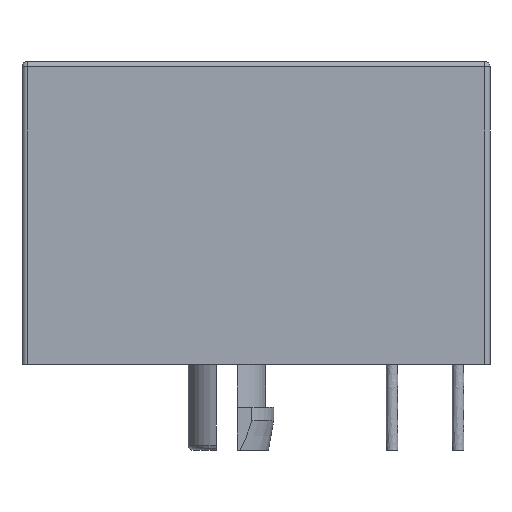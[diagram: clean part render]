
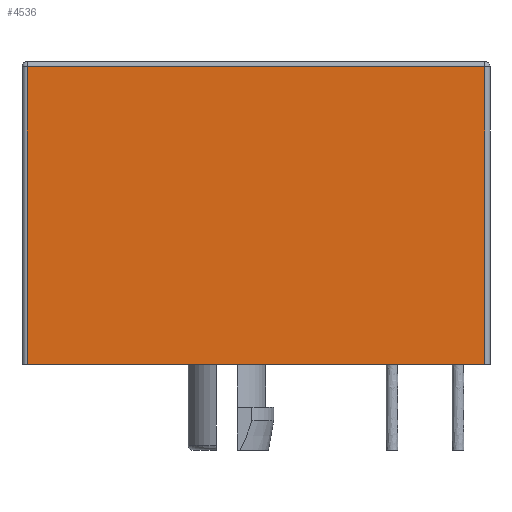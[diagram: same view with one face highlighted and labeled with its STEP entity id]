
A CAD part, front view. The second image highlights one B-rep face of the part: STEP entity #4536.
In plain terms, the highlighted face is planar.
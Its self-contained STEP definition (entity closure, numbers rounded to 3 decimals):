
#308=LINE('',#9954,#827);
#484=LINE('',#10390,#1003);
#486=LINE('',#10400,#1005);
#488=LINE('',#10405,#1007);
#827=VECTOR('',#5511,1000.);
#1003=VECTOR('',#5965,1000.);
#1005=VECTOR('',#5979,1000.);
#1007=VECTOR('',#5987,1000.);
#2188=ORIENTED_EDGE('',*,*,#2977,.T.);
#2189=ORIENTED_EDGE('',*,*,#2980,.T.);
#2190=ORIENTED_EDGE('',*,*,#2754,.T.);
#2191=ORIENTED_EDGE('',*,*,#2972,.T.);
#2754=EDGE_CURVE('',#3330,#3331,#308,.T.);
#2972=EDGE_CURVE('',#3331,#3450,#484,.T.);
#2977=EDGE_CURVE('',#3450,#3452,#486,.T.);
#2980=EDGE_CURVE('',#3452,#3330,#488,.T.);
#3330=VERTEX_POINT('',#9955);
#3331=VERTEX_POINT('',#9956);
#3450=VERTEX_POINT('',#10389);
#3452=VERTEX_POINT('',#10399);
#3824=EDGE_LOOP('',(#2188,#2189,#2190,#2191));
#4109=FACE_BOUND('',#3824,.T.);
#4295=PLANE('',#4924);
#4536=ADVANCED_FACE('',(#4109),#4295,.T.);
#4924=AXIS2_PLACEMENT_3D('',#10447,#6040,#6041);
#5511=DIRECTION('',(-1.,0.,0.));
#5965=DIRECTION('',(0.,0.,1.));
#5979=DIRECTION('',(1.,0.,0.));
#5987=DIRECTION('',(0.,0.,-1.));
#6040=DIRECTION('',(0.,1.,0.));
#6041=DIRECTION('',(0.,0.,1.));
#9954=CARTESIAN_POINT('',(9.,6.6,-5.825));
#9955=CARTESIAN_POINT('',(8.8,6.6,-5.825));
#9956=CARTESIAN_POINT('',(-8.8,6.6,-5.825));
#10389=CARTESIAN_POINT('',(-8.8,6.6,5.625));
#10390=CARTESIAN_POINT('',(-8.8,6.6,0.));
#10399=CARTESIAN_POINT('',(8.8,6.6,5.625));
#10400=CARTESIAN_POINT('',(0.,6.6,5.625));
#10405=CARTESIAN_POINT('',(8.8,6.6,0.));
#10447=CARTESIAN_POINT('',(0.,6.6,0.));
